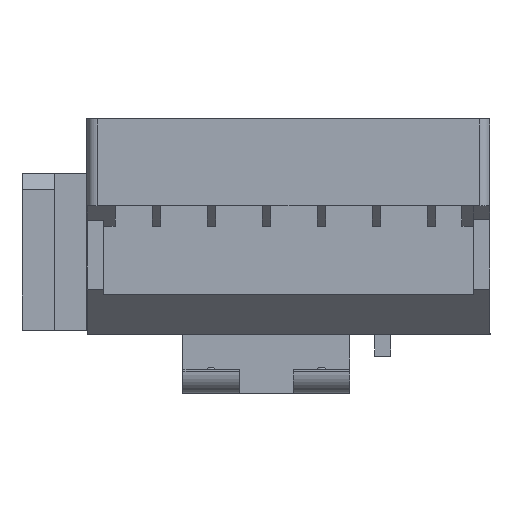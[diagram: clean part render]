
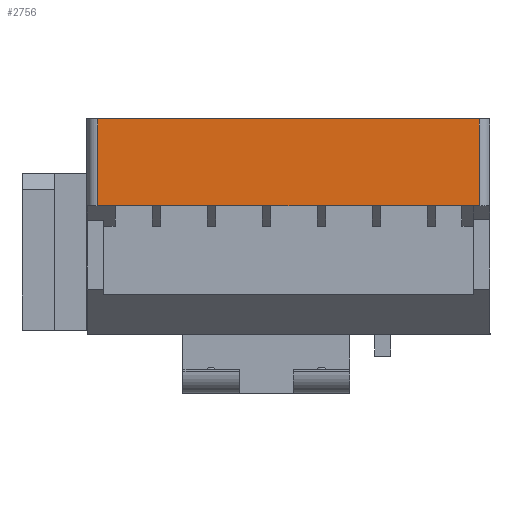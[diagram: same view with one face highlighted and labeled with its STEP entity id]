
A CAD part, left-side view. The second image highlights one B-rep face of the part: STEP entity #2756.
In plain terms, the highlighted planar face has unit normal (-1, 0, 0).
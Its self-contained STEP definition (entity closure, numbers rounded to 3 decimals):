
#2756=ADVANCED_FACE('',(#5124),#4033,.F.);
#4033=PLANE('',#30087);
#5124=FACE_OUTER_BOUND('',#6573,.T.);
#6573=EDGE_LOOP('',(#11870,#11871,#11872,#11873));
#11870=ORIENTED_EDGE('',*,*,#20007,.F.);
#11871=ORIENTED_EDGE('',*,*,#18183,.F.);
#11872=ORIENTED_EDGE('',*,*,#18779,.F.);
#11873=ORIENTED_EDGE('',*,*,#17940,.T.);
#15373=VERTEX_POINT('',#39742);
#15374=VERTEX_POINT('',#39744);
#15605=VERTEX_POINT('',#40416);
#15606=VERTEX_POINT('',#40418);
#17940=EDGE_CURVE('',#15374,#15373,#22693,.T.);
#18183=EDGE_CURVE('',#15605,#15606,#22865,.T.);
#18779=EDGE_CURVE('',#15374,#15605,#23446,.T.);
#20007=EDGE_CURVE('',#15606,#15373,#24550,.T.);
#22693=LINE('',#39743,#25781);
#22865=LINE('',#40417,#25953);
#23446=LINE('',#41639,#26534);
#24550=LINE('',#44092,#27638);
#25781=VECTOR('',#31617,1.);
#25953=VECTOR('',#31875,1.);
#26534=VECTOR('',#32688,1.);
#27638=VECTOR('',#34994,1.);
#30087=AXIS2_PLACEMENT_3D('',#44094,#34997,#34998);
#31617=DIRECTION('',(0.,1.,0.));
#31875=DIRECTION('',(0.,1.,0.));
#32688=DIRECTION('',(0.,0.,-1.));
#34994=DIRECTION('',(0.,0.,1.));
#34997=DIRECTION('',(1.,0.,0.));
#34998=DIRECTION('',(0.,1.,0.));
#39742=CARTESIAN_POINT('',(-50.781,17.6,19.9));
#39743=CARTESIAN_POINT('',(-50.781,-18.7,19.9));
#39744=CARTESIAN_POINT('',(-50.781,-17.6,19.9));
#40416=CARTESIAN_POINT('',(-50.781,-17.6,11.9));
#40417=CARTESIAN_POINT('',(-50.781,-18.7,11.9));
#40418=CARTESIAN_POINT('',(-50.781,17.6,11.9));
#41639=CARTESIAN_POINT('',(-50.781,-17.6,19.3));
#44092=CARTESIAN_POINT('',(-50.781,17.6,12.5));
#44094=CARTESIAN_POINT('',(-50.781,-18.7,12.29));
